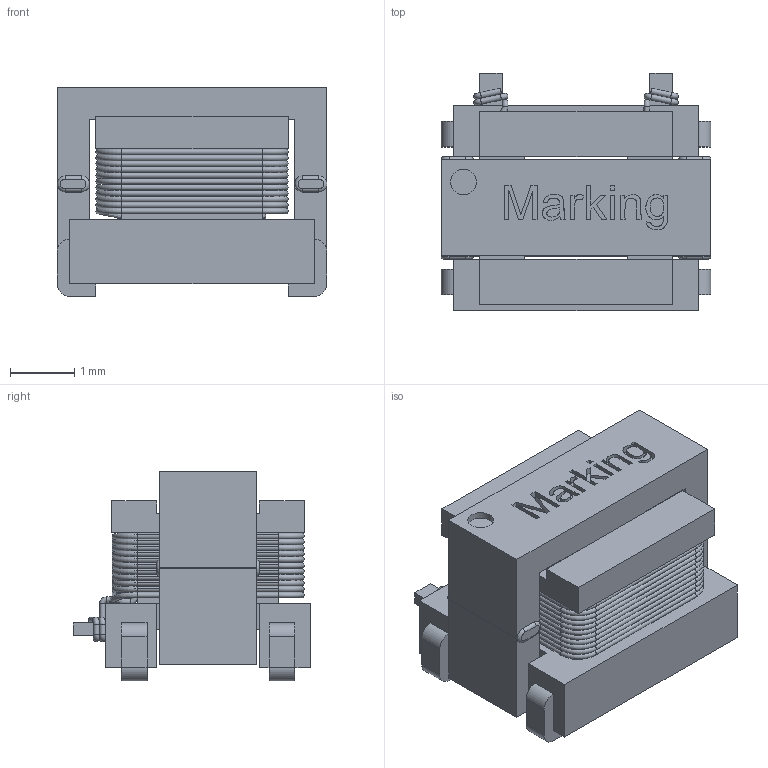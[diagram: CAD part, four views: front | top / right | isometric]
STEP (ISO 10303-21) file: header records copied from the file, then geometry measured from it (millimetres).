
FILE_DESCRIPTION(/* description */ ('Unknown'),/* implementation_level */ '2;1');
FILE_NAME(/* name */ 'T_Wurth_WE-CST-EE4_4',/* time_stamp */ '2025-04-15T16:19:11+08:00',/* author */ ('Unknown'),/* organization */ ('Unknown'),/* preprocessor_version */ 'ST-DEVELOPER v19.4',/* originating_system */ 'Solid Edge',/* authorisation */ 'Unknown');
FILE_SCHEMA (('AUTOMOTIVE_DESIGN {1 0 10303 214 3 1 1}'));
Length unit declared in the file: millimetre
Products named in the file (2): T_Wurth_WE-CST-EE4_4
Assembly tree (1 placements, depth 2):
  T_Wurth_WE-CST-EE4_4
    T_Wurth_WE-CST-EE4_4
Bounding box: 4.2 x 3.7 x 3.26 mm (x, y, z)
Volume: 29.1 mm3; surface area: 276.4 mm2
Topology: 12 solids, 12 shells, 635 faces, 1528 edges, 928 vertices
Faces by surface type: cylinder 214, plane 213, torus 190, bspline 18
Full cylindrical faces by diameter (mm): 0.09 x184, 0.4 x1
Entity records: 20415 total; most frequent: CARTESIAN_POINT 4795, DIRECTION 2250, ORIENTED_EDGE 2070, EDGE_CURVE 1035, EDGE_LOOP 1026, FACE_BOUND 1026, AXIS2_PLACEMENT_3D 899, VERTEX_POINT 809
